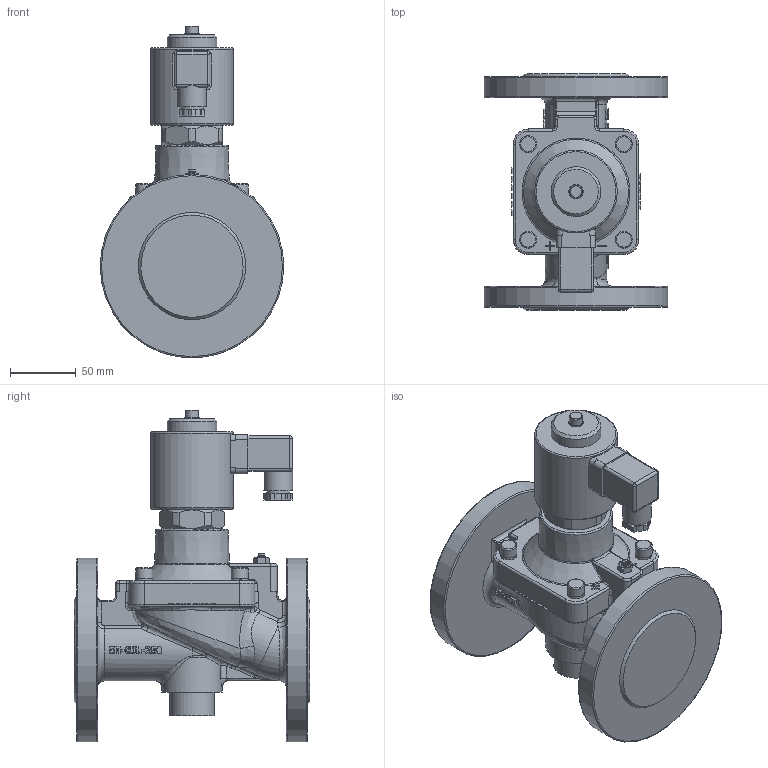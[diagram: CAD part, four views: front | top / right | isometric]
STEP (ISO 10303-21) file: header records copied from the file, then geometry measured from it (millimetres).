
FILE_DESCRIPTION(/* description */ ('3D-Modell'),/* implementation_level */ '2;1');
FILE_NAME(/* name */ '027.002235_B2704-0401-S322.stp',/* time_stamp */ '2018-04-13T09:34:16+02:00',/* author */ ('EFast'),/* organization */ (''),/* preprocessor_version */ 'ST-DEVELOPER v16.1',/* originating_system */ 'Autodesk Inventor 2016',/* authorisation */ '');
FILE_SCHEMA (('AUTOMOTIVE_DESIGN { 1 0 10303 214 3 1 1 }'));
Products named in the file (1): 88-003179
Bounding box: 140 x 180 x 253.17 mm (x, y, z)
Volume: 1527398 mm3; surface area: 153282.6 mm2
Topology: 1 solids, 1 shells, 846 faces, 2197 edges, 1396 vertices
Faces by surface type: plane 353, bspline 243, cylinder 164, torus 58, cone 16, sphere 12
Full cylindrical faces by diameter (mm): 5 x1, 6 x1, 8 x4, 10 x1, 11 x1, 13 x4, 17 x1, 22 x1, 34 x1, 37.968 x1, 46 x1, 63 x1, 140 x2
Entity records: 66031 total; most frequent: CARTESIAN_POINT 47333, ORIENTED_EDGE 4224, DIRECTION 3193, EDGE_CURVE 2112, VERTEX_POINT 1377, AXIS2_PLACEMENT_3D 1129, EDGE_LOOP 963, LINE 935
